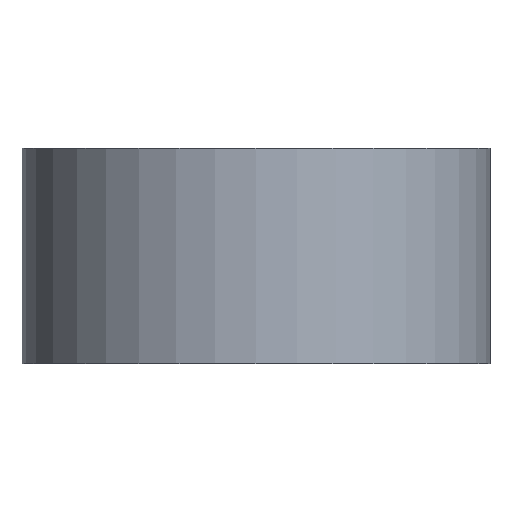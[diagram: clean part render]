
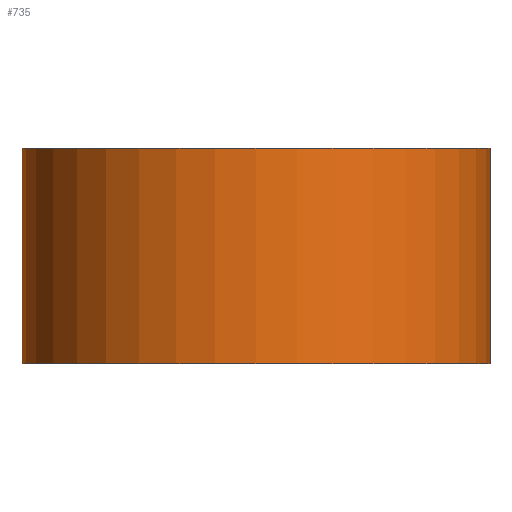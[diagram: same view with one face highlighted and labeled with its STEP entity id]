
A CAD part, front view. The second image highlights one B-rep face of the part: STEP entity #735.
In plain terms, the highlighted cylindrical face has radius 38 mm (diameter 76 mm), a full revolution.
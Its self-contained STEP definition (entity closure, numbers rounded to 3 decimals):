
#43=CYLINDRICAL_SURFACE('',#816,38.);
#102=ORIENTED_EDGE('',*,*,#162,.T.);
#103=ORIENTED_EDGE('',*,*,#163,.F.);
#162=EDGE_CURVE('',#202,#202,#242,.T.);
#163=EDGE_CURVE('',#203,#203,#243,.T.);
#202=VERTEX_POINT('',#1097);
#203=VERTEX_POINT('',#1099);
#242=CIRCLE('',#817,38.);
#243=CIRCLE('',#818,38.);
#302=EDGE_LOOP('',(#102));
#303=EDGE_LOOP('',(#103));
#382=FACE_BOUND('',#302,.T.);
#383=FACE_BOUND('',#303,.T.);
#735=ADVANCED_FACE('',(#382,#383),#43,.T.);
#816=AXIS2_PLACEMENT_3D('',#1095,#967,#968);
#817=AXIS2_PLACEMENT_3D('',#1096,#969,#970);
#818=AXIS2_PLACEMENT_3D('',#1098,#971,#972);
#967=DIRECTION('',(0.,0.,-1.));
#968=DIRECTION('',(-1.,0.,0.));
#969=DIRECTION('',(0.,0.,-1.));
#970=DIRECTION('',(1.,0.,0.));
#971=DIRECTION('',(0.,0.,-1.));
#972=DIRECTION('',(1.,0.,0.));
#1095=CARTESIAN_POINT('',(0.,0.,35.));
#1096=CARTESIAN_POINT('',(0.,0.,35.));
#1097=CARTESIAN_POINT('',(38.,0.,35.));
#1098=CARTESIAN_POINT('',(0.,0.,0.));
#1099=CARTESIAN_POINT('',(38.,0.,0.));
